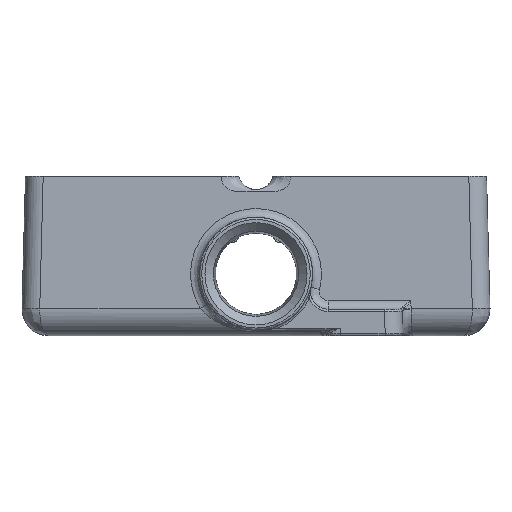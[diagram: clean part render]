
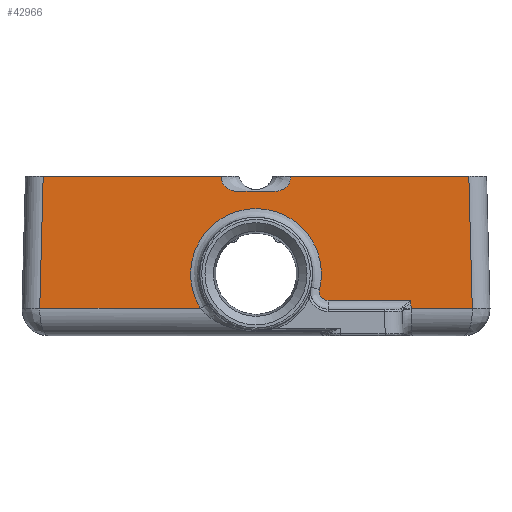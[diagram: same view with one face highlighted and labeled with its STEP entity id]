
A CAD part, left-side view. The second image highlights one B-rep face of the part: STEP entity #42966.
In plain terms, the highlighted planar face has unit normal (-1, 0, 0.026).
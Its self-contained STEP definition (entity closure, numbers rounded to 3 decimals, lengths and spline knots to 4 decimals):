
#1694=B_SPLINE_CURVE_WITH_KNOTS('',3,(#63414,#63415,#63416,#63417,#63418,
#63419,#63420,#63421,#63422,#63423,#63424,#63425,#63426,#63427,#63428,#63429,
#63430,#63431,#63432,#63433,#63434,#63435,#63436,#63437,#63438,#63439,#63440,
#63441),.UNSPECIFIED.,.F.,.F.,(4,1,1,1,1,1,1,1,1,1,1,1,1,1,1,1,1,1,1,1,
1,1,1,1,1,4),(-3.1796,-3.1109,-3.0387,-2.9754,
-2.7855,-2.6589,-2.5323,-2.4056,-2.279,
-2.1524,-2.0258,-1.7726,-1.5194,
-1.3927,-1.2661,-1.0129,-0.8863,
-0.7597,-0.6331,-0.5065,-0.3798,
-0.2532,-0.0633,0.,0.0722,0.1409),
 .UNSPECIFIED.);
#3190=ELLIPSE('',#45505,0.9223,0.922);
#3191=ELLIPSE('',#45506,0.125,0.125);
#3544=PLANE('',#45504);
#5063=FACE_OUTER_BOUND('',#7597,.T.);
#7597=EDGE_LOOP('',(#31810,#31811,#31812,#31813,#31814,#31815,#31816,#31817,
#31818,#31819,#31820));
#10445=LINE('',#63454,#14428);
#10446=LINE('',#63456,#14429);
#10447=LINE('',#63458,#14430);
#10448=LINE('',#63464,#14431);
#10449=LINE('',#63466,#14432);
#10450=LINE('',#63468,#14433);
#10451=LINE('',#63470,#14434);
#10452=LINE('',#63471,#14435);
#14428=VECTOR('',#48999,2.5124);
#14429=VECTOR('',#49000,1.8665);
#14430=VECTOR('',#49001,2.2676);
#14431=VECTOR('',#49006,1.1676);
#14432=VECTOR('',#49007,0.112);
#14433=VECTOR('',#49008,0.8634);
#14434=VECTOR('',#49009,1.8665);
#14435=VECTOR('',#49010,2.5124);
#19181=VERTEX_POINT('',#63402);
#19182=VERTEX_POINT('',#63413);
#19183=VERTEX_POINT('',#63453);
#19184=VERTEX_POINT('',#63455);
#19185=VERTEX_POINT('',#63457);
#19186=VERTEX_POINT('',#63459);
#19187=VERTEX_POINT('',#63461);
#19188=VERTEX_POINT('',#63463);
#19189=VERTEX_POINT('',#63465);
#19190=VERTEX_POINT('',#63467);
#19191=VERTEX_POINT('',#63469);
#23928=EDGE_CURVE('',#19181,#19182,#1694,.T.);
#23930=EDGE_CURVE('',#19181,#19183,#10445,.T.);
#23931=EDGE_CURVE('',#19184,#19183,#10446,.T.);
#23932=EDGE_CURVE('',#19185,#19184,#10447,.T.);
#23933=EDGE_CURVE('',#19186,#19185,#3190,.T.);
#23934=EDGE_CURVE('',#19187,#19186,#3191,.T.);
#23935=EDGE_CURVE('',#19188,#19187,#10448,.T.);
#23936=EDGE_CURVE('',#19189,#19188,#10449,.T.);
#23937=EDGE_CURVE('',#19190,#19189,#10450,.T.);
#23938=EDGE_CURVE('',#19191,#19190,#10451,.T.);
#23939=EDGE_CURVE('',#19191,#19182,#10452,.T.);
#31810=ORIENTED_EDGE('',*,*,#23928,.F.);
#31811=ORIENTED_EDGE('',*,*,#23930,.T.);
#31812=ORIENTED_EDGE('',*,*,#23931,.F.);
#31813=ORIENTED_EDGE('',*,*,#23932,.F.);
#31814=ORIENTED_EDGE('',*,*,#23933,.F.);
#31815=ORIENTED_EDGE('',*,*,#23934,.F.);
#31816=ORIENTED_EDGE('',*,*,#23935,.F.);
#31817=ORIENTED_EDGE('',*,*,#23936,.F.);
#31818=ORIENTED_EDGE('',*,*,#23937,.F.);
#31819=ORIENTED_EDGE('',*,*,#23938,.F.);
#31820=ORIENTED_EDGE('',*,*,#23939,.T.);
#42966=ADVANCED_FACE('',(#5063),#3544,.T.);
#45504=AXIS2_PLACEMENT_3D('',#63452,#48997,#48998);
#45505=AXIS2_PLACEMENT_3D('',#63460,#49002,#49003);
#45506=AXIS2_PLACEMENT_3D('',#63462,#49004,#49005);
#48997=DIRECTION('center_axis',(-1.,0.,0.026));
#48998=DIRECTION('ref_axis',(0.,1.,0.));
#48999=DIRECTION('',(0.,1.,0.));
#49000=DIRECTION('',(0.026,-0.026,0.999));
#49001=DIRECTION('',(0.,1.,0.));
#49002=DIRECTION('center_axis',(-1.,0.,0.026));
#49003=DIRECTION('ref_axis',(0.026,0.,1.));
#49004=DIRECTION('center_axis',(1.,0.,-0.026));
#49005=DIRECTION('ref_axis',(-0.026,0.,-1.));
#49006=DIRECTION('',(0.,1.,0.));
#49007=DIRECTION('',(0.026,0.026,0.999));
#49008=DIRECTION('',(0.,1.,0.));
#49009=DIRECTION('',(-0.026,-0.026,-0.999));
#49010=DIRECTION('',(0.,1.,0.));
#63402=CARTESIAN_POINT('',(-2.3141,0.4893,-0.0625));
#63413=CARTESIAN_POINT('',(-2.3141,-0.4893,-0.0625));
#63414=CARTESIAN_POINT('Ctrl Pts',(-2.3141,0.4893,
-0.0625));
#63415=CARTESIAN_POINT('Ctrl Pts',(-2.3144,0.4896,
-0.0735));
#63416=CARTESIAN_POINT('Ctrl Pts',(-2.315,0.4889,-0.095));
#63417=CARTESIAN_POINT('Ctrl Pts',(-2.3157,0.4835,
-0.1237));
#63418=CARTESIAN_POINT('Ctrl Pts',(-2.3168,0.4688,-0.1657));
#63419=CARTESIAN_POINT('Ctrl Pts',(-2.3179,0.4394,
-0.2076));
#63420=CARTESIAN_POINT('Ctrl Pts',(-2.3188,0.3976,
-0.2389));
#63421=CARTESIAN_POINT('Ctrl Pts',(-2.3193,0.3575,
-0.2584));
#63422=CARTESIAN_POINT('Ctrl Pts',(-2.3196,0.3143,-0.2716));
#63423=CARTESIAN_POINT('Ctrl Pts',(-2.3197,0.2725,
-0.2768));
#63424=CARTESIAN_POINT('Ctrl Pts',(-2.3198,0.2325,
-0.2769));
#63425=CARTESIAN_POINT('Ctrl Pts',(-2.3198,0.1765,
-0.2773));
#63426=CARTESIAN_POINT('Ctrl Pts',(-2.3198,0.0991,
-0.2797));
#63427=CARTESIAN_POINT('Ctrl Pts',(-2.3198,0.0169,
-0.2806));
#63428=CARTESIAN_POINT('Ctrl Pts',(-2.3198,-0.0501,
-0.2802));
#63429=CARTESIAN_POINT('Ctrl Pts',(-2.3198,-0.1144,
-0.2793));
#63430=CARTESIAN_POINT('Ctrl Pts',(-2.3198,-0.1766,
-0.2772));
#63431=CARTESIAN_POINT('Ctrl Pts',(-2.3198,-0.2325,
-0.2769));
#63432=CARTESIAN_POINT('Ctrl Pts',(-2.3197,-0.2725,
-0.2767));
#63433=CARTESIAN_POINT('Ctrl Pts',(-2.3196,-0.3143,
-0.2716));
#63434=CARTESIAN_POINT('Ctrl Pts',(-2.3193,-0.3575,
-0.2584));
#63435=CARTESIAN_POINT('Ctrl Pts',(-2.3188,-0.3976,
-0.2389));
#63436=CARTESIAN_POINT('Ctrl Pts',(-2.3179,-0.4394,-0.2076));
#63437=CARTESIAN_POINT('Ctrl Pts',(-2.3168,-0.4688,
-0.1657));
#63438=CARTESIAN_POINT('Ctrl Pts',(-2.3157,-0.4835,
-0.1237));
#63439=CARTESIAN_POINT('Ctrl Pts',(-2.315,-0.4889,
-0.095));
#63440=CARTESIAN_POINT('Ctrl Pts',(-2.3144,-0.4896,
-0.0735));
#63441=CARTESIAN_POINT('Ctrl Pts',(-2.3141,-0.4893,
-0.0625));
#63452=CARTESIAN_POINT('Origin',(-2.3125,-3.25,0.));
#63453=CARTESIAN_POINT('',(-2.3141,3.0017,-0.0625));
#63454=CARTESIAN_POINT('',(-2.3141,-3.6785,-0.0625));
#63455=CARTESIAN_POINT('',(-2.363,3.0506,-1.9277));
#63456=CARTESIAN_POINT('',(-2.3104,2.998,0.0785));
#63457=CARTESIAN_POINT('',(-2.363,0.7829,-1.9277));
#63458=CARTESIAN_POINT('',(-2.363,-1.625,-1.9277));
#63459=CARTESIAN_POINT('',(-2.356,-0.8953,-1.6609));
#63460=CARTESIAN_POINT('Origin',(-2.3502,0.,-1.4408));
#63461=CARTESIAN_POINT('',(-2.36,-1.0167,-1.8158));
#63462=CARTESIAN_POINT('Origin',(-2.3568,-1.0167,-1.6908));
#63463=CARTESIAN_POINT('',(-2.36,-2.1843,-1.8158));
#63464=CARTESIAN_POINT('',(-2.36,-1.9353,-1.8158));
#63465=CARTESIAN_POINT('',(-2.363,-2.1872,-1.9277));
#63466=CARTESIAN_POINT('',(-2.3406,-2.1649,-1.075));
#63467=CARTESIAN_POINT('',(-2.363,-3.0506,-1.9277));
#63468=CARTESIAN_POINT('',(-2.363,-1.625,-1.9277));
#63469=CARTESIAN_POINT('',(-2.3141,-3.0017,-0.0625));
#63470=CARTESIAN_POINT('',(-2.3111,-2.9987,0.0539));
#63471=CARTESIAN_POINT('',(-2.3141,-3.6785,-0.0625));
